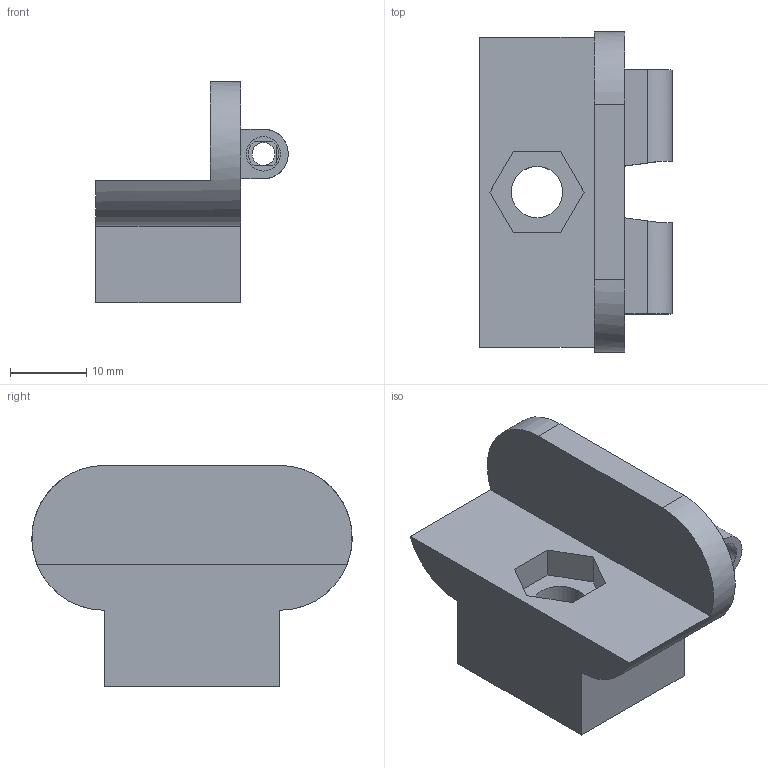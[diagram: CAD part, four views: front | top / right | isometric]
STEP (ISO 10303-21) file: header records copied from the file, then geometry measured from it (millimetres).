
FILE_DESCRIPTION(/* description */ (''),/* implementation_level */ '2;1');
FILE_NAME(/* name */ '1-4-20mount.step',/* time_stamp */ '2021-03-26T10:26:12-05:00',/* author */ (''),/* organization */ (''),/* preprocessor_version */ 'ST-DEVELOPER v18.1',/* originating_system */ 'Autodesk Translation Framework v9.10.0.1330',/* authorisation */ '');
FILE_SCHEMA (('AUTOMOTIVE_DESIGN { 1 0 10303 214 3 1 1 }'));
Length unit declared in the file: millimetre
Products named in the file (1): 1/4-20mount
Bounding box: 25.25 x 42 x 29 mm (x, y, z)
Volume: 10256.3 mm3; surface area: 4954 mm2
Topology: 1 solids, 1 shells, 41 faces, 102 edges, 66 vertices
Faces by surface type: plane 30, cylinder 11
Full cylindrical faces by diameter (mm): 3 x1, 4.5 x1, 4.55 x1, 6.756 x1
Entity records: 1263 total; most frequent: DIRECTION 216, CARTESIAN_POINT 210, ORIENTED_EDGE 204, EDGE_CURVE 102, LINE 72, VECTOR 72, AXIS2_PLACEMENT_3D 72, VERTEX_POINT 66
